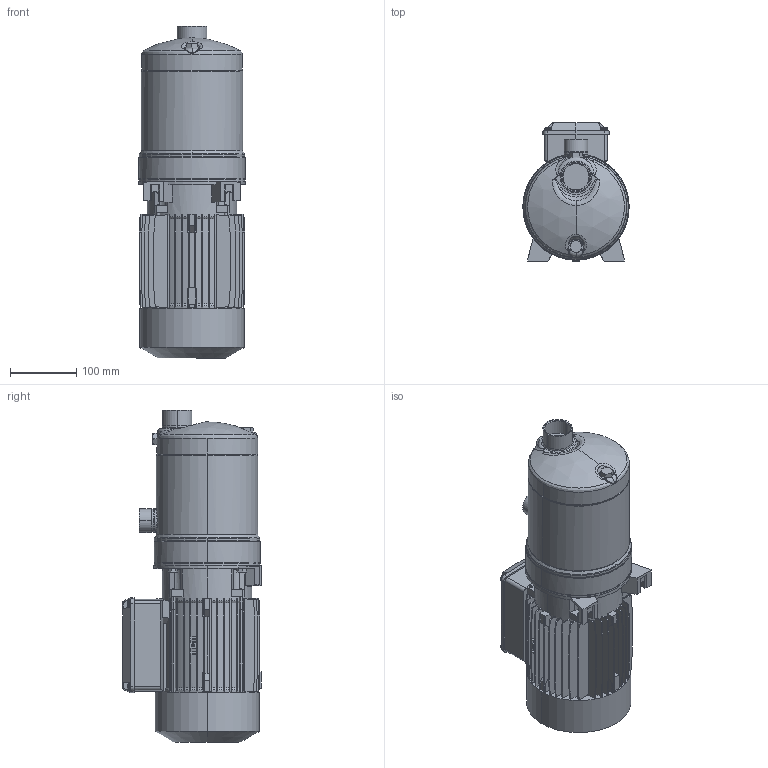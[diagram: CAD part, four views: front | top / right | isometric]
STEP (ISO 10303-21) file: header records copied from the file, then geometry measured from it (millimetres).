
FILE_DESCRIPTION (( 'STEP AP214' ), '1' );
FILE_NAME ('4.93.489.04swp01.step', '2021-07-27T09:10:24', ( '' ), ( '' ), 'SwSTEP 2.0', 'SolidWorks 2020', '' );
FILE_SCHEMA (( 'AUTOMOTIVE_DESIGN' ));
Length unit declared in the file: millimetre
Products named in the file (1): 4.93.489.04swp01
Bounding box: 160.52 x 209.5 x 501 mm (x, y, z)
Volume: 8613744.9 mm3; surface area: 628574.4 mm2
Topology: 2 solids, 2 shells, 1098 faces, 2993 edges, 1959 vertices
Faces by surface type: plane 720, cylinder 151, cone 136, bspline 74, sphere 10, torus 7
Entity records: 46648 total; most frequent: CARTESIAN_POINT 19914, ORIENTED_EDGE 5978, DIRECTION 4927, EDGE_CURVE 2989, VERTEX_POINT 1959, LINE 1935, VECTOR 1935, AXIS2_PLACEMENT_3D 1496
